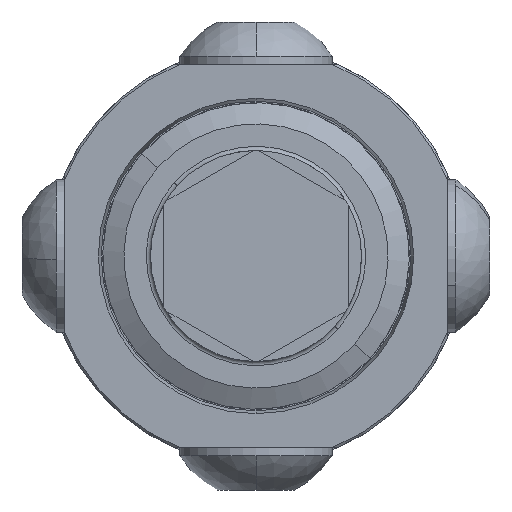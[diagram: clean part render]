
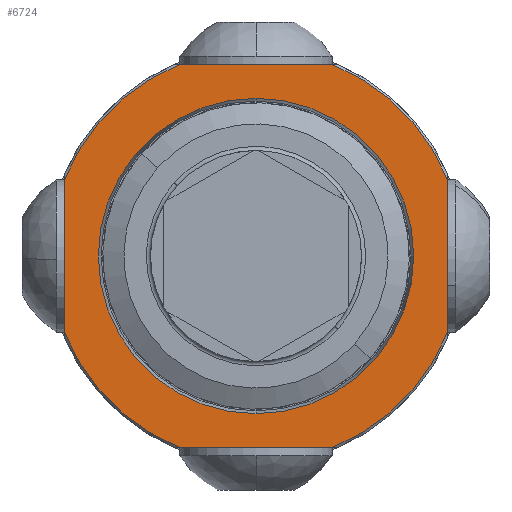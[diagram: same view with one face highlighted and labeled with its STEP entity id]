
A CAD part, front view. The second image highlights one B-rep face of the part: STEP entity #6724.
In plain terms, the highlighted planar face has unit normal (0, -1, 0).
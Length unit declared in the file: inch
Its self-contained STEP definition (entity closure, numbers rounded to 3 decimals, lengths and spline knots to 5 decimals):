
#83 = CARTESIAN_POINT ( 'NONE',  ( 0.4525, 0., 0. ) ) ;
#98 = CARTESIAN_POINT ( 'NONE',  ( 0., 0., 0. ) ) ;
#150 = FACE_OUTER_BOUND ( 'NONE', #7347, .T. ) ;
#161 = VERTEX_POINT ( 'NONE', #1471 ) ;
#362 = DIRECTION ( 'NONE',  ( 0., 0., 1. ) ) ;
#366 = CARTESIAN_POINT ( 'NONE',  ( -0.18138, 0., -0.4525 ) ) ;
#516 = LINE ( 'NONE', #2461, #5622 ) ;
#552 = AXIS2_PLACEMENT_3D ( 'NONE', #7192, #7942, #1488 ) ;
#557 = DIRECTION ( 'NONE',  ( 0., 0., 1. ) ) ;
#895 = ORIENTED_EDGE ( 'NONE', *, *, #3285, .T. ) ;
#932 = EDGE_CURVE ( 'NONE', #6694, #4990, #4793, .T. ) ;
#1024 = EDGE_LOOP ( 'NONE', ( #1026, #1457 ) ) ;
#1026 = ORIENTED_EDGE ( 'NONE', *, *, #6959, .F. ) ;
#1065 = CARTESIAN_POINT ( 'NONE',  ( 0., 0., 0.373 ) ) ;
#1268 = ORIENTED_EDGE ( 'NONE', *, *, #3691, .T. ) ;
#1337 = CARTESIAN_POINT ( 'NONE',  ( 0., 0., 0. ) ) ;
#1386 = DIRECTION ( 'NONE',  ( -1., 0., 0. ) ) ;
#1426 = EDGE_CURVE ( 'NONE', #3818, #161, #4741, .T. ) ;
#1457 = ORIENTED_EDGE ( 'NONE', *, *, #4303, .F. ) ;
#1471 = CARTESIAN_POINT ( 'NONE',  ( 0.18138, 0., 0.4525 ) ) ;
#1483 = AXIS2_PLACEMENT_3D ( 'NONE', #7119, #7038, #2683 ) ;
#1488 = DIRECTION ( 'NONE',  ( 0., 0., -1. ) ) ;
#1622 = ORIENTED_EDGE ( 'NONE', *, *, #3261, .T. ) ;
#1677 = CARTESIAN_POINT ( 'NONE',  ( -0.18138, 0., 0.4525 ) ) ;
#1745 = ORIENTED_EDGE ( 'NONE', *, *, #932, .F. ) ;
#1758 = AXIS2_PLACEMENT_3D ( 'NONE', #3717, #3593, #557 ) ;
#1873 = CARTESIAN_POINT ( 'NONE',  ( 0., 0., -0.4525 ) ) ;
#1942 = PLANE ( 'NONE',  #1483 ) ;
#2056 = VERTEX_POINT ( 'NONE', #1065 ) ;
#2174 = ORIENTED_EDGE ( 'NONE', *, *, #1426, .T. ) ;
#2237 = CARTESIAN_POINT ( 'NONE',  ( 0.4525, 0., -0.18138 ) ) ;
#2461 = CARTESIAN_POINT ( 'NONE',  ( 0., 0., 0.4525 ) ) ;
#2611 = DIRECTION ( 'NONE',  ( 0., 0., 1. ) ) ;
#2627 = DIRECTION ( 'NONE',  ( 0., 0., -1. ) ) ;
#2683 = DIRECTION ( 'NONE',  ( 0., 0., 1. ) ) ;
#3005 = CARTESIAN_POINT ( 'NONE',  ( 0., 0., 0. ) ) ;
#3261 = EDGE_CURVE ( 'NONE', #161, #3596, #516, .T. ) ;
#3285 = EDGE_CURVE ( 'NONE', #6694, #6591, #4147, .T. ) ;
#3593 = DIRECTION ( 'NONE',  ( 0., -1., 0. ) ) ;
#3596 = VERTEX_POINT ( 'NONE', #1677 ) ;
#3606 = VECTOR ( 'NONE', #1386, 39.37008 ) ;
#3617 = VECTOR ( 'NONE', #2611, 39.37008 ) ;
#3691 = EDGE_CURVE ( 'NONE', #3596, #4990, #6154, .T. ) ;
#3717 = CARTESIAN_POINT ( 'NONE',  ( 0., 0., 0. ) ) ;
#3730 = EDGE_CURVE ( 'NONE', #7705, #6591, #7012, .T. ) ;
#3818 = VERTEX_POINT ( 'NONE', #5339 ) ;
#3868 = DIRECTION ( 'NONE',  ( 0., -1., 0. ) ) ;
#3954 = DIRECTION ( 'NONE',  ( 0., 0., 1. ) ) ;
#4043 = CARTESIAN_POINT ( 'NONE',  ( -0.4525, 0., 0. ) ) ;
#4147 = CIRCLE ( 'NONE', #1758, 0.4875 ) ;
#4303 = EDGE_CURVE ( 'NONE', #2056, #7272, #5640, .T. ) ;
#4379 = VERTEX_POINT ( 'NONE', #2237 ) ;
#4389 = ORIENTED_EDGE ( 'NONE', *, *, #6431, .T. ) ;
#4415 = FACE_BOUND ( 'NONE', #1024, .T. ) ;
#4440 = DIRECTION ( 'NONE',  ( 0., 0., 1. ) ) ;
#4510 = VECTOR ( 'NONE', #7381, 39.37008 ) ;
#4631 = EDGE_CURVE ( 'NONE', #7705, #4379, #6044, .T. ) ;
#4648 = ORIENTED_EDGE ( 'NONE', *, *, #4631, .T. ) ;
#4687 = CIRCLE ( 'NONE', #552, 0.373 ) ;
#4741 = CIRCLE ( 'NONE', #6877, 0.4875 ) ;
#4793 = LINE ( 'NONE', #4043, #4510 ) ;
#4900 = DIRECTION ( 'NONE',  ( 0., -1., 0. ) ) ;
#4990 = VERTEX_POINT ( 'NONE', #5520 ) ;
#5151 = ORIENTED_EDGE ( 'NONE', *, *, #3730, .F. ) ;
#5277 = DIRECTION ( 'NONE',  ( 0., -1., 0. ) ) ;
#5339 = CARTESIAN_POINT ( 'NONE',  ( 0.4525, 0., 0.18138 ) ) ;
#5520 = CARTESIAN_POINT ( 'NONE',  ( -0.4525, 0., 0.18138 ) ) ;
#5622 = VECTOR ( 'NONE', #8226, 39.37008 ) ;
#5640 = CIRCLE ( 'NONE', #6037, 0.373 ) ;
#5803 = LINE ( 'NONE', #83, #3617 ) ;
#5997 = CARTESIAN_POINT ( 'NONE',  ( 0., 0., 0. ) ) ;
#6037 = AXIS2_PLACEMENT_3D ( 'NONE', #98, #5277, #2627 ) ;
#6044 = CIRCLE ( 'NONE', #6181, 0.4875 ) ;
#6154 = CIRCLE ( 'NONE', #7729, 0.4875 ) ;
#6181 = AXIS2_PLACEMENT_3D ( 'NONE', #3005, #4900, #4440 ) ;
#6431 = EDGE_CURVE ( 'NONE', #4379, #3818, #5803, .T. ) ;
#6531 = CARTESIAN_POINT ( 'NONE',  ( 0., 0., -0.373 ) ) ;
#6591 = VERTEX_POINT ( 'NONE', #366 ) ;
#6694 = VERTEX_POINT ( 'NONE', #8241 ) ;
#6724 = ADVANCED_FACE ( 'NONE', ( #4415, #150 ), #1942, .F. ) ;
#6877 = AXIS2_PLACEMENT_3D ( 'NONE', #5997, #7989, #362 ) ;
#6959 = EDGE_CURVE ( 'NONE', #7272, #2056, #4687, .T. ) ;
#7012 = LINE ( 'NONE', #1873, #3606 ) ;
#7038 = DIRECTION ( 'NONE',  ( 0., 1., 0. ) ) ;
#7119 = CARTESIAN_POINT ( 'NONE',  ( 0., 0., 0. ) ) ;
#7192 = CARTESIAN_POINT ( 'NONE',  ( 0., 0., 0. ) ) ;
#7220 = CARTESIAN_POINT ( 'NONE',  ( 0.18138, 0., -0.4525 ) ) ;
#7272 = VERTEX_POINT ( 'NONE', #6531 ) ;
#7347 = EDGE_LOOP ( 'NONE', ( #5151, #4648, #4389, #2174, #1622, #1268, #1745, #895 ) ) ;
#7381 = DIRECTION ( 'NONE',  ( 0., 0., 1. ) ) ;
#7705 = VERTEX_POINT ( 'NONE', #7220 ) ;
#7729 = AXIS2_PLACEMENT_3D ( 'NONE', #1337, #3868, #3954 ) ;
#7942 = DIRECTION ( 'NONE',  ( 0., -1., 0. ) ) ;
#7989 = DIRECTION ( 'NONE',  ( 0., -1., 0. ) ) ;
#8226 = DIRECTION ( 'NONE',  ( -1., 0., 0. ) ) ;
#8241 = CARTESIAN_POINT ( 'NONE',  ( -0.4525, 0., -0.18138 ) ) ;
